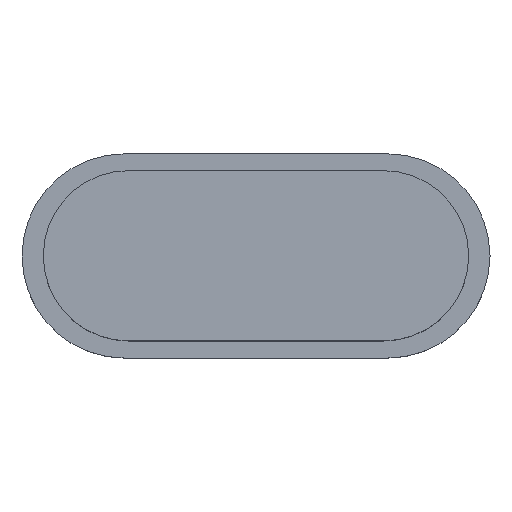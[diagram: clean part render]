
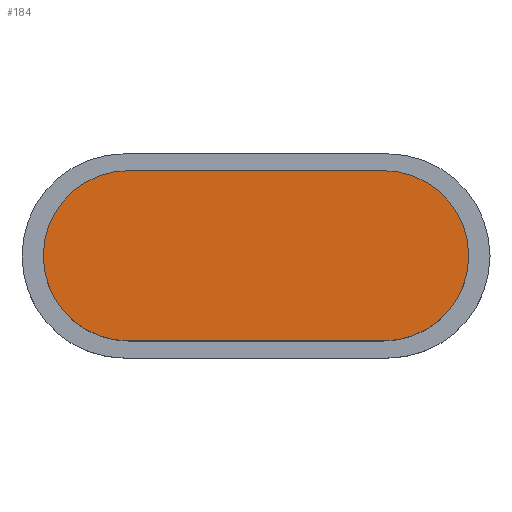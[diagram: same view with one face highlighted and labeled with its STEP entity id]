
A CAD part, top view. The second image highlights one B-rep face of the part: STEP entity #184.
In plain terms, the highlighted planar face has unit normal (0, 0, 1).
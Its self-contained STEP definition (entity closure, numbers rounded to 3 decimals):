
#184=ADVANCED_FACE('',(#301),#303,.T.);
#301=FACE_BOUND('',#302,.T.);
#302=EDGE_LOOP('',(#360,#361,#362,#363));
#303=PLANE('',#304);
#304=AXIS2_PLACEMENT_3D('',#305,#306,#307);
#305=CARTESIAN_POINT('',(0.,0.,3.6));
#306=DIRECTION('',(0.,0.,1.));
#307=DIRECTION('',(1.,0.,0.));
#360=ORIENTED_EDGE('',*,*,#391,.F.);
#361=ORIENTED_EDGE('',*,*,#390,.T.);
#362=ORIENTED_EDGE('',*,*,#388,.F.);
#363=ORIENTED_EDGE('',*,*,#385,.T.);
#385=EDGE_CURVE('',#430,#428,#431,.T.);
#388=EDGE_CURVE('',#430,#433,#435,.F.);
#390=EDGE_CURVE('',#436,#433,#438,.T.);
#391=EDGE_CURVE('',#436,#428,#439,.F.);
#428=VERTEX_POINT('',#526);
#430=VERTEX_POINT('',#530);
#431=LINE('',#531,#532);
#433=VERTEX_POINT('',#537);
#435=CIRCLE('',#541,2.);
#436=VERTEX_POINT('',#545);
#438=LINE('',#549,#550);
#439=CIRCLE('',#552,2.);
#526=CARTESIAN_POINT('',(2.5,4.4,3.6));
#530=CARTESIAN_POINT('',(8.5,4.4,3.6));
#531=CARTESIAN_POINT('',(8.5,4.4,3.6));
#532=VECTOR('',#533,1.);
#533=DIRECTION('',(-1.,0.,0.));
#537=CARTESIAN_POINT('',(8.5,0.4,3.6));
#541=AXIS2_PLACEMENT_3D('',#542,#543,#544);
#542=CARTESIAN_POINT('',(8.5,2.4,3.6));
#543=DIRECTION('',(0.,0.,1.));
#544=DIRECTION('',(0.,-1.,0.));
#545=CARTESIAN_POINT('',(2.5,0.4,3.6));
#549=CARTESIAN_POINT('',(2.5,0.4,3.6));
#550=VECTOR('',#551,1.);
#551=DIRECTION('',(1.,0.,0.));
#552=AXIS2_PLACEMENT_3D('',#553,#554,#555);
#553=CARTESIAN_POINT('',(2.5,2.4,3.6));
#554=DIRECTION('',(0.,0.,1.));
#555=DIRECTION('',(0.,1.,0.));
